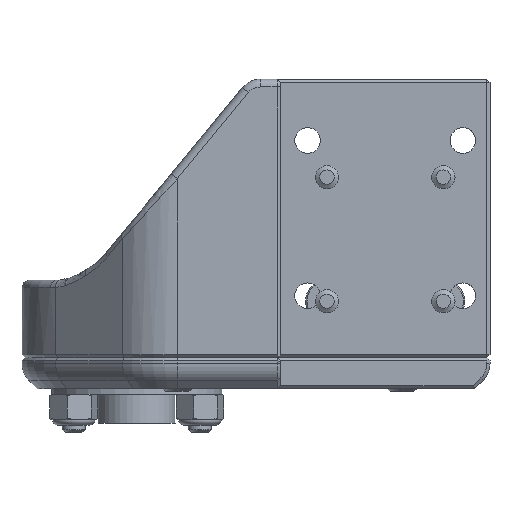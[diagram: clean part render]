
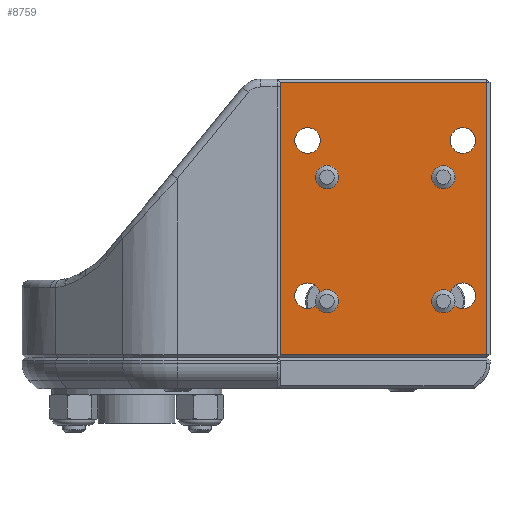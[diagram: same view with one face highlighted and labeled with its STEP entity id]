
A CAD part, front view. The second image highlights one B-rep face of the part: STEP entity #8759.
In plain terms, the highlighted planar face has unit normal (0, -1, 0).
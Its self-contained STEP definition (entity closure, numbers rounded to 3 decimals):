
#299=FACE_BOUND('',#1836,.T.);
#300=FACE_BOUND('',#1837,.T.);
#301=FACE_BOUND('',#1838,.T.);
#302=FACE_BOUND('',#1839,.T.);
#473=PLANE('',#9769);
#1201=FACE_OUTER_BOUND('',#1835,.T.);
#1835=EDGE_LOOP('',(#7119,#7120,#7121,#7122));
#1836=EDGE_LOOP('',(#7123));
#1837=EDGE_LOOP('',(#7124));
#1838=EDGE_LOOP('',(#7125));
#1839=EDGE_LOOP('',(#7126));
#2310=LINE('',#21401,#2926);
#2319=LINE('',#21416,#2935);
#2322=LINE('',#21422,#2938);
#2333=LINE('',#21529,#2949);
#2926=VECTOR('',#11453,10.);
#2935=VECTOR('',#11468,10.);
#2938=VECTOR('',#11475,10.);
#2949=VECTOR('',#11500,10.);
#3577=CIRCLE('',#9760,1.65);
#3578=CIRCLE('',#9763,1.65);
#3579=CIRCLE('',#9768,1.65);
#3580=CIRCLE('',#9770,1.65);
#4086=VERTEX_POINT('',#21384);
#4089=VERTEX_POINT('',#21391);
#4093=VERTEX_POINT('',#21400);
#4097=VERTEX_POINT('',#21421);
#4172=VERTEX_POINT('',#21819);
#4173=VERTEX_POINT('',#21824);
#4180=VERTEX_POINT('',#21845);
#4181=VERTEX_POINT('',#21849);
#5075=EDGE_CURVE('',#4089,#4093,#2310,.T.);
#5084=EDGE_CURVE('',#4086,#4089,#2319,.T.);
#5087=EDGE_CURVE('',#4097,#4086,#2322,.T.);
#5107=EDGE_CURVE('',#4097,#4093,#2333,.T.);
#5192=EDGE_CURVE('',#4172,#4172,#3577,.T.);
#5195=EDGE_CURVE('',#4173,#4173,#3578,.T.);
#5206=EDGE_CURVE('',#4180,#4180,#3579,.T.);
#5208=EDGE_CURVE('',#4181,#4181,#3580,.T.);
#7119=ORIENTED_EDGE('',*,*,#5087,.F.);
#7120=ORIENTED_EDGE('',*,*,#5107,.T.);
#7121=ORIENTED_EDGE('',*,*,#5075,.F.);
#7122=ORIENTED_EDGE('',*,*,#5084,.F.);
#7123=ORIENTED_EDGE('',*,*,#5206,.T.);
#7124=ORIENTED_EDGE('',*,*,#5208,.T.);
#7125=ORIENTED_EDGE('',*,*,#5192,.T.);
#7126=ORIENTED_EDGE('',*,*,#5195,.T.);
#8759=ADVANCED_FACE('',(#1201,#299,#300,#301,#302),#473,.F.);
#9760=AXIS2_PLACEMENT_3D('',#21821,#11652,#11653);
#9763=AXIS2_PLACEMENT_3D('',#21826,#11659,#11660);
#9768=AXIS2_PLACEMENT_3D('',#21846,#11677,#11678);
#9769=AXIS2_PLACEMENT_3D('',#21848,#11680,#11681);
#9770=AXIS2_PLACEMENT_3D('',#21850,#11682,#11683);
#11453=DIRECTION('',(-1.,0.,0.));
#11468=DIRECTION('',(0.,0.,-1.));
#11475=DIRECTION('',(1.,0.,0.));
#11500=DIRECTION('',(0.,0.,-1.));
#11652=DIRECTION('center_axis',(0.,1.,0.));
#11653=DIRECTION('ref_axis',(1.,0.,0.));
#11659=DIRECTION('center_axis',(0.,1.,0.));
#11660=DIRECTION('ref_axis',(1.,0.,0.));
#11677=DIRECTION('center_axis',(0.,1.,0.));
#11678=DIRECTION('ref_axis',(1.,0.,0.));
#11680=DIRECTION('center_axis',(0.,1.,0.));
#11681=DIRECTION('ref_axis',(1.,0.,0.));
#11682=DIRECTION('center_axis',(0.,1.,0.));
#11683=DIRECTION('ref_axis',(1.,0.,0.));
#21384=CARTESIAN_POINT('',(403.1,23.,-160.385));
#21391=CARTESIAN_POINT('',(403.1,23.,-195.485));
#21400=CARTESIAN_POINT('',(376.5,23.,-195.485));
#21401=CARTESIAN_POINT('',(374.314,23.,-195.485));
#21416=CARTESIAN_POINT('',(403.1,23.,-158.41));
#21421=CARTESIAN_POINT('',(376.5,23.,-160.385));
#21422=CARTESIAN_POINT('',(374.124,23.,-160.385));
#21529=CARTESIAN_POINT('',(376.5,23.,-156.835));
#21819=CARTESIAN_POINT('',(398.35,23.,-167.885));
#21821=CARTESIAN_POINT('Origin',(400.,23.,-167.885));
#21824=CARTESIAN_POINT('',(398.35,23.,-187.885));
#21826=CARTESIAN_POINT('Origin',(400.,23.,-187.885));
#21845=CARTESIAN_POINT('',(378.35,23.,-167.885));
#21846=CARTESIAN_POINT('Origin',(380.,23.,-167.885));
#21848=CARTESIAN_POINT('Origin',(376.5,23.,-156.835));
#21849=CARTESIAN_POINT('',(378.35,23.,-187.885));
#21850=CARTESIAN_POINT('Origin',(380.,23.,-187.885));
